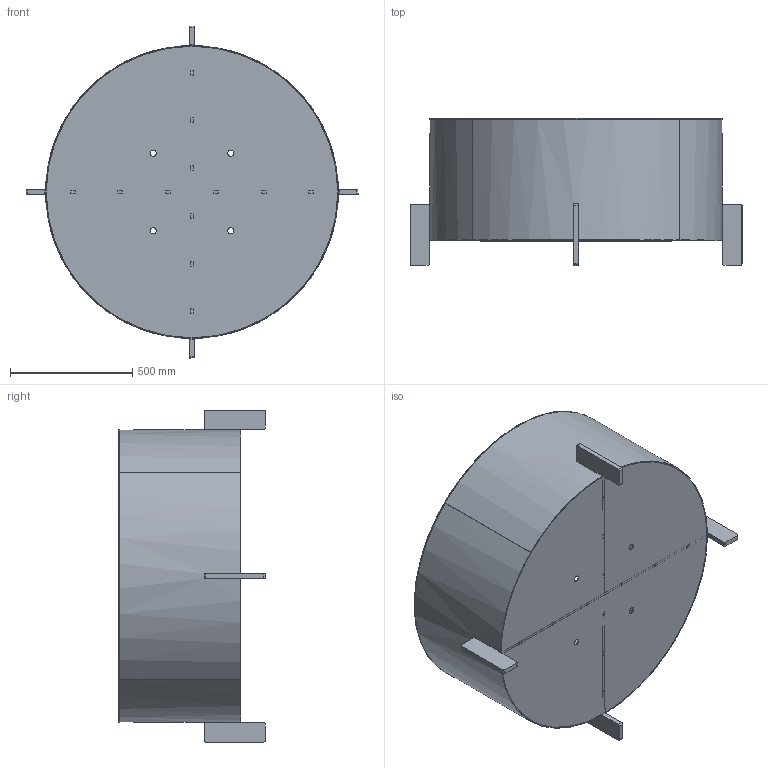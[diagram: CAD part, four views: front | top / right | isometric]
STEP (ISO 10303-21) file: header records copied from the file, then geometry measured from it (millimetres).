
FILE_DESCRIPTION (( 'STEP AP203' ), '1' );
FILE_NAME ('DRUM-DRA1.STEP', '2020-04-23T14:34:56', ( '' ), ( '' ), 'SwSTEP 2.0', 'SolidWorks 2019', '' );
FILE_SCHEMA (( 'CONFIG_CONTROL_DESIGN' ));
Length unit declared in the file: millimetre
Products named in the file (7): DRUM-1 Bottom; DRUM-1 Topring; DRUM-1 Innerring; DRUM-1 wall; DRUM-1 Reinf.; DRUM-1 Foot.; DRUM-DRA1
Assembly tree (15 placements, depth 2):
  DRUM-DRA1
    DRUM-1 Bottom
    DRUM-1 wall  x2
    DRUM-1 Topring  x4
    DRUM-1 Foot.  x4
    DRUM-1 Reinf.  x2
    DRUM-1 Innerring  x2
Bounding box: 1360 x 600 x 1360 mm (x, y, z)
Volume: 13115559.5 mm3; surface area: 7138041.5 mm2
Topology: 15 solids, 15 shells, 208 faces, 534 edges, 356 vertices
Faces by surface type: plane 158, cylinder 50
Entity records: 4639 total; most frequent: CARTESIAN_POINT 642, DIRECTION 626, ORIENTED_EDGE 612, EDGE_CURVE 306, VECTOR 250, LINE 250, VERTEX_POINT 204, AXIS2_PLACEMENT_3D 188
